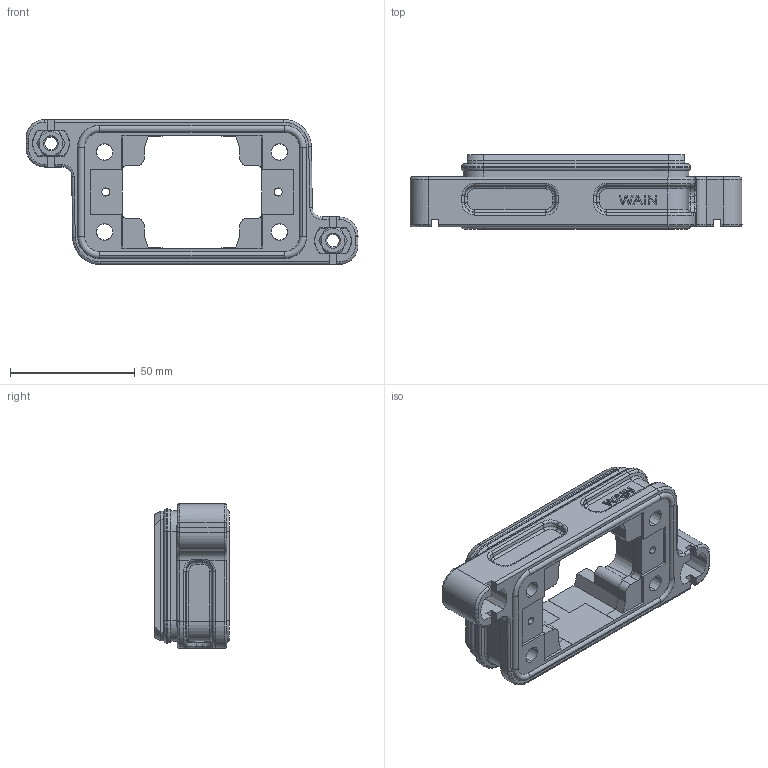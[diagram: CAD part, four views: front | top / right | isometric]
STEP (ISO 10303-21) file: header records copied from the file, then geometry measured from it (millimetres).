
FILE_DESCRIPTION(/* description */ (''),/* implementation_level */ '2;1');
FILE_NAME(/* name */ '3D_1136063201002_HP6B_H-BKH-2H_V1.1.STP',/* time_stamp */ '2023-12-22T15:01:20+08:00',/* author */ (''),/* organization */ (''),/* preprocessor_version */ 'ST-DEVELOPER v18.1',/* originating_system */ 'SIEMENS PLM Software NX 1980',/* authorisation */ '');
FILE_SCHEMA (('AP203_CONFIGURATION_CONTROLLED_3D_DESIGN_OF_MECHANICAL_PARTS_AND_ASSEMBLIES_MIM_LF { 1 0 10303 403 2 1 2}'));
Length unit declared in the file: millimetre
Products named in the file (1): temp
Bounding box: 133 x 29.9 x 58 mm (x, y, z)
Volume: 60303.8 mm3; surface area: 32970.8 mm2
Topology: 11 solids, 14 shells, 762 faces, 1903 edges, 1174 vertices
Faces by surface type: plane 382, cylinder 174, cone 106, torus 68, bspline 16, extrusion 16
Entity records: 23758 total; most frequent: CARTESIAN_POINT 6495, ORIENTED_EDGE 3806, DIRECTION 3135, EDGE_CURVE 1903, VERTEX_POINT 1174, AXIS2_PLACEMENT_3D 1056, VECTOR 1023, LINE 1007
